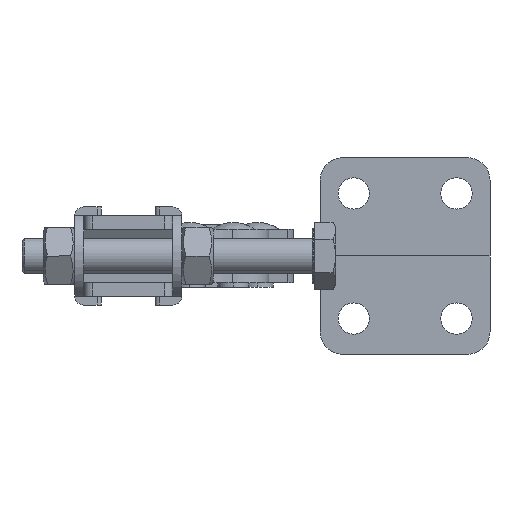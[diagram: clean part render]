
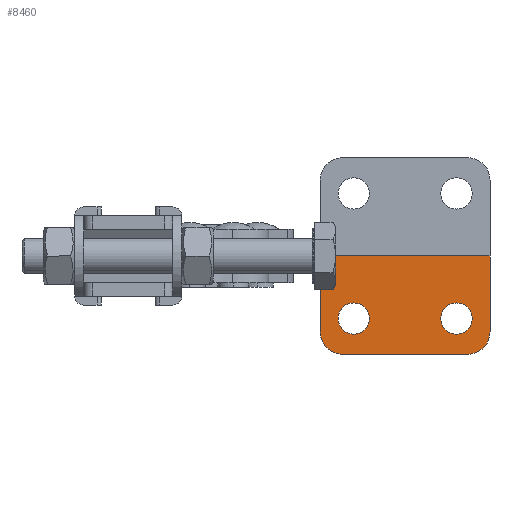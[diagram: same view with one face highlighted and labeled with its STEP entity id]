
A CAD part, left-side view. The second image highlights one B-rep face of the part: STEP entity #8460.
In plain terms, the highlighted planar face has unit normal (-1, 0, 0).
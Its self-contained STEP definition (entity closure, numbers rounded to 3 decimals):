
#47 = DIRECTION ( 'NONE',  ( 0., 0., 1. ) ) ;
#93 = LINE ( 'NONE', #7716, #5480 ) ;
#99 = EDGE_CURVE ( 'NONE', #8348, #7484, #2411, .T. ) ;
#124 = CIRCLE ( 'NONE', #247, 5. ) ;
#247 = AXIS2_PLACEMENT_3D ( 'NONE', #5803, #1530, #6511 ) ;
#249 = DIRECTION ( 'NONE',  ( 0., 0., -1. ) ) ;
#437 = ORIENTED_EDGE ( 'NONE', *, *, #1420, .T. ) ;
#550 = VERTEX_POINT ( 'NONE', #1396 ) ;
#1014 = CIRCLE ( 'NONE', #3617, 3.5 ) ;
#1050 = CARTESIAN_POINT ( 'NONE',  ( -62., -4., -14. ) ) ;
#1106 = ORIENTED_EDGE ( 'NONE', *, *, #5085, .F. ) ;
#1112 = DIRECTION ( 'NONE',  ( 0., 0., -1. ) ) ;
#1201 = AXIS2_PLACEMENT_3D ( 'NONE', #1050, #6008, #1735 ) ;
#1218 = CARTESIAN_POINT ( 'NONE',  ( -62., -4., -10.5 ) ) ;
#1238 = EDGE_LOOP ( 'NONE', ( #3626, #2929 ) ) ;
#1274 = DIRECTION ( 'NONE',  ( 0., -1., 0. ) ) ;
#1307 = CARTESIAN_POINT ( 'NONE',  ( -62., -29.5, -17. ) ) ;
#1314 = DIRECTION ( 'NONE',  ( 0., 0., 1. ) ) ;
#1396 = CARTESIAN_POINT ( 'NONE',  ( -62., -1.5, -22. ) ) ;
#1420 = EDGE_CURVE ( 'NONE', #550, #5816, #4234, .T. ) ;
#1530 = DIRECTION ( 'NONE',  ( 1., 0., 0. ) ) ;
#1559 = ORIENTED_EDGE ( 'NONE', *, *, #1879, .F. ) ;
#1582 = CARTESIAN_POINT ( 'NONE',  ( -62., -34.5, -3. ) ) ;
#1666 = CARTESIAN_POINT ( 'NONE',  ( -62., -34.5, 0. ) ) ;
#1680 = EDGE_CURVE ( 'NONE', #5237, #6400, #5368, .T. ) ;
#1735 = DIRECTION ( 'NONE',  ( 0., 0., -1. ) ) ;
#1748 = DIRECTION ( 'NONE',  ( 1., 0., 0. ) ) ;
#1879 = EDGE_CURVE ( 'NONE', #2930, #8348, #93, .T. ) ;
#1910 = DIRECTION ( 'NONE',  ( 1., 0., 0. ) ) ;
#1996 = DIRECTION ( 'NONE',  ( 0., 0., -1. ) ) ;
#2159 = CIRCLE ( 'NONE', #6706, 3.5 ) ;
#2250 = VECTOR ( 'NONE', #1274, 1000. ) ;
#2411 = LINE ( 'NONE', #1666, #2250 ) ;
#2484 = CARTESIAN_POINT ( 'NONE',  ( -62., 3.5, 0. ) ) ;
#2499 = CARTESIAN_POINT ( 'NONE',  ( -62., -27., -10.5 ) ) ;
#2885 = AXIS2_PLACEMENT_3D ( 'NONE', #5529, #5567, #1314 ) ;
#2893 = ORIENTED_EDGE ( 'NONE', *, *, #5551, .T. ) ;
#2929 = ORIENTED_EDGE ( 'NONE', *, *, #4165, .T. ) ;
#2930 = VERTEX_POINT ( 'NONE', #4791 ) ;
#2996 = DIRECTION ( 'NONE',  ( 0., 0., 1. ) ) ;
#3166 = LINE ( 'NONE', #1582, #4822 ) ;
#3360 = CARTESIAN_POINT ( 'NONE',  ( -62., -4., -17.5 ) ) ;
#3452 = DIRECTION ( 'NONE',  ( 1., 0., 0. ) ) ;
#3617 = AXIS2_PLACEMENT_3D ( 'NONE', #3653, #1910, #249 ) ;
#3626 = ORIENTED_EDGE ( 'NONE', *, *, #1680, .T. ) ;
#3653 = CARTESIAN_POINT ( 'NONE',  ( -62., -27., -14. ) ) ;
#3924 = CARTESIAN_POINT ( 'NONE',  ( -62., -27., -14. ) ) ;
#4165 = EDGE_CURVE ( 'NONE', #6400, #5237, #1014, .T. ) ;
#4234 = LINE ( 'NONE', #7247, #7995 ) ;
#4339 = VERTEX_POINT ( 'NONE', #4541 ) ;
#4459 = CARTESIAN_POINT ( 'NONE',  ( -62., -27., -17.5 ) ) ;
#4464 = ORIENTED_EDGE ( 'NONE', *, *, #5163, .T. ) ;
#4541 = CARTESIAN_POINT ( 'NONE',  ( -62., -34.5, -17. ) ) ;
#4565 = VERTEX_POINT ( 'NONE', #1218 ) ;
#4791 = CARTESIAN_POINT ( 'NONE',  ( -62., 3.5, -17. ) ) ;
#4806 = PLANE ( 'NONE',  #2885 ) ;
#4817 = FACE_BOUND ( 'NONE', #1238, .T. ) ;
#4822 = VECTOR ( 'NONE', #2996, 1000. ) ;
#5057 = FACE_OUTER_BOUND ( 'NONE', #6237, .T. ) ;
#5085 = EDGE_CURVE ( 'NONE', #550, #2930, #124, .T. ) ;
#5163 = EDGE_CURVE ( 'NONE', #4339, #7484, #3166, .T. ) ;
#5237 = VERTEX_POINT ( 'NONE', #4459 ) ;
#5368 = CIRCLE ( 'NONE', #6903, 3.5 ) ;
#5466 = ORIENTED_EDGE ( 'NONE', *, *, #99, .F. ) ;
#5480 = VECTOR ( 'NONE', #47, 1000. ) ;
#5529 = CARTESIAN_POINT ( 'NONE',  ( -62., -34.5, -3. ) ) ;
#5551 = EDGE_CURVE ( 'NONE', #7123, #4565, #2159, .T. ) ;
#5567 = DIRECTION ( 'NONE',  ( 1., 0., 0. ) ) ;
#5803 = CARTESIAN_POINT ( 'NONE',  ( -62., -1.5, -17. ) ) ;
#5816 = VERTEX_POINT ( 'NONE', #5907 ) ;
#5892 = AXIS2_PLACEMENT_3D ( 'NONE', #1307, #6280, #1996 ) ;
#5907 = CARTESIAN_POINT ( 'NONE',  ( -62., -29.5, -22. ) ) ;
#6008 = DIRECTION ( 'NONE',  ( 1., 0., 0. ) ) ;
#6154 = ORIENTED_EDGE ( 'NONE', *, *, #8310, .T. ) ;
#6237 = EDGE_LOOP ( 'NONE', ( #5466, #1559, #1106, #437, #8566, #4464 ) ) ;
#6280 = DIRECTION ( 'NONE',  ( 1., 0., 0. ) ) ;
#6400 = VERTEX_POINT ( 'NONE', #2499 ) ;
#6511 = DIRECTION ( 'NONE',  ( 0., 0., -1. ) ) ;
#6706 = AXIS2_PLACEMENT_3D ( 'NONE', #7701, #3452, #8386 ) ;
#6903 = AXIS2_PLACEMENT_3D ( 'NONE', #3924, #1748, #1112 ) ;
#7085 = CIRCLE ( 'NONE', #1201, 3.5 ) ;
#7123 = VERTEX_POINT ( 'NONE', #3360 ) ;
#7247 = CARTESIAN_POINT ( 'NONE',  ( -62., -34.5, -22. ) ) ;
#7368 = DIRECTION ( 'NONE',  ( 0., -1., 0. ) ) ;
#7419 = EDGE_CURVE ( 'NONE', #4339, #5816, #8470, .T. ) ;
#7484 = VERTEX_POINT ( 'NONE', #7691 ) ;
#7691 = CARTESIAN_POINT ( 'NONE',  ( -62., -34.5, 0. ) ) ;
#7701 = CARTESIAN_POINT ( 'NONE',  ( -62., -4., -14. ) ) ;
#7716 = CARTESIAN_POINT ( 'NONE',  ( -62., 3.5, -3. ) ) ;
#7995 = VECTOR ( 'NONE', #7368, 1000. ) ;
#8310 = EDGE_CURVE ( 'NONE', #4565, #7123, #7085, .T. ) ;
#8348 = VERTEX_POINT ( 'NONE', #2484 ) ;
#8386 = DIRECTION ( 'NONE',  ( 0., 0., -1. ) ) ;
#8460 = ADVANCED_FACE ( 'NONE', ( #8545, #4817, #5057 ), #4806, .F. ) ;
#8470 = CIRCLE ( 'NONE', #5892, 5. ) ;
#8545 = FACE_BOUND ( 'NONE', #8901, .T. ) ;
#8566 = ORIENTED_EDGE ( 'NONE', *, *, #7419, .F. ) ;
#8901 = EDGE_LOOP ( 'NONE', ( #2893, #6154 ) ) ;
